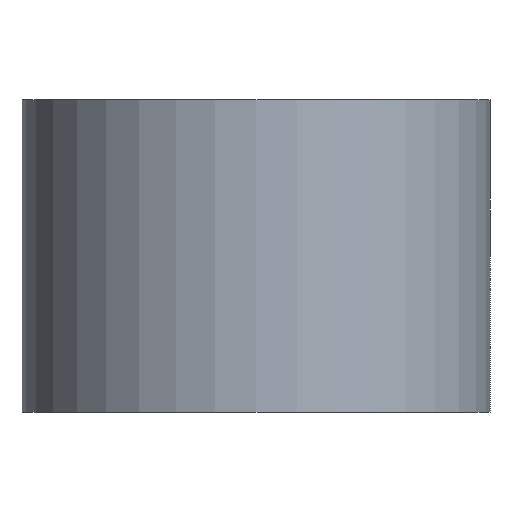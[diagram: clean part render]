
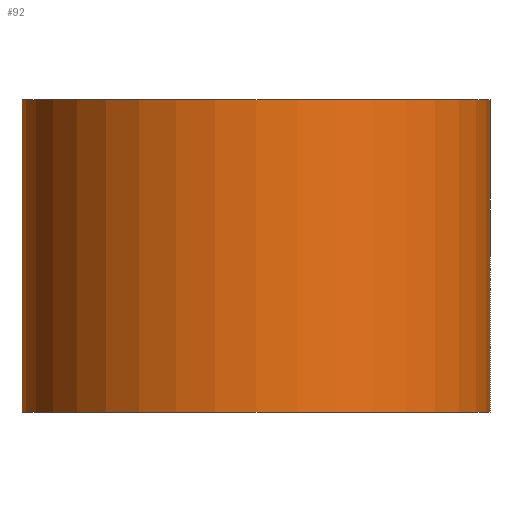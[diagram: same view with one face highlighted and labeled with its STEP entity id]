
A CAD part, front view. The second image highlights one B-rep face of the part: STEP entity #92.
In plain terms, the highlighted cylindrical face has radius 7.5 mm (diameter 15 mm), a partial arc.
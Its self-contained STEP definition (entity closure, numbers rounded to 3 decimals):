
#1 = DIRECTION ( 'NONE',  ( 1., 0., 0. ) ) ;
#2 = CARTESIAN_POINT ( 'NONE',  ( 28.271, -27.606, 10. ) ) ;
#12 = EDGE_CURVE ( 'NONE', #182, #50, #78, .T. ) ;
#18 = CARTESIAN_POINT ( 'NONE',  ( 35.771, -27.606, 0. ) ) ;
#24 = AXIS2_PLACEMENT_3D ( 'NONE', #106, #86, #104 ) ;
#27 = EDGE_CURVE ( 'NONE', #182, #211, #150, .T. ) ;
#50 = VERTEX_POINT ( 'NONE', #81 ) ;
#51 = AXIS2_PLACEMENT_3D ( 'NONE', #126, #128, #1 ) ;
#54 = DIRECTION ( 'NONE',  ( 0., 0., -1. ) ) ;
#57 = CARTESIAN_POINT ( 'NONE',  ( 43.271, -27.606, 10. ) ) ;
#58 = DIRECTION ( 'NONE',  ( 0., 0., 1. ) ) ;
#64 = VECTOR ( 'NONE', #114, 1000. ) ;
#70 = CARTESIAN_POINT ( 'NONE',  ( 28.271, -27.606, 10. ) ) ;
#73 = CARTESIAN_POINT ( 'NONE',  ( 43.271, -27.606, 0. ) ) ;
#78 = LINE ( 'NONE', #2, #200 ) ;
#79 = ORIENTED_EDGE ( 'NONE', *, *, #134, .T. ) ;
#80 = AXIS2_PLACEMENT_3D ( 'NONE', #18, #58, #89 ) ;
#81 = CARTESIAN_POINT ( 'NONE',  ( 28.271, -27.606, 0. ) ) ;
#86 = DIRECTION ( 'NONE',  ( 0., 0., -1. ) ) ;
#89 = DIRECTION ( 'NONE',  ( 1., 0., 0. ) ) ;
#92 = ADVANCED_FACE ( 'NONE', ( #102 ), #117, .T. ) ;
#102 = FACE_OUTER_BOUND ( 'NONE', #172, .T. ) ;
#104 = DIRECTION ( 'NONE',  ( -1., 0., 0. ) ) ;
#106 = CARTESIAN_POINT ( 'NONE',  ( 35.771, -27.606, 10. ) ) ;
#111 = ORIENTED_EDGE ( 'NONE', *, *, #27, .F. ) ;
#114 = DIRECTION ( 'NONE',  ( 0., 0., -1. ) ) ;
#117 = CYLINDRICAL_SURFACE ( 'NONE', #24, 7.5 ) ;
#125 = ORIENTED_EDGE ( 'NONE', *, *, #181, .F. ) ;
#126 = CARTESIAN_POINT ( 'NONE',  ( 35.771, -27.606, 10. ) ) ;
#128 = DIRECTION ( 'NONE',  ( 0., 0., 1. ) ) ;
#134 = EDGE_CURVE ( 'NONE', #50, #154, #214, .T. ) ;
#135 = LINE ( 'NONE', #204, #64 ) ;
#150 = CIRCLE ( 'NONE', #51, 7.5 ) ;
#154 = VERTEX_POINT ( 'NONE', #73 ) ;
#159 = ORIENTED_EDGE ( 'NONE', *, *, #12, .T. ) ;
#172 = EDGE_LOOP ( 'NONE', ( #125, #111, #159, #79 ) ) ;
#181 = EDGE_CURVE ( 'NONE', #211, #154, #135, .T. ) ;
#182 = VERTEX_POINT ( 'NONE', #70 ) ;
#200 = VECTOR ( 'NONE', #54, 1000. ) ;
#204 = CARTESIAN_POINT ( 'NONE',  ( 43.271, -27.606, 10. ) ) ;
#211 = VERTEX_POINT ( 'NONE', #57 ) ;
#214 = CIRCLE ( 'NONE', #80, 7.5 ) ;
